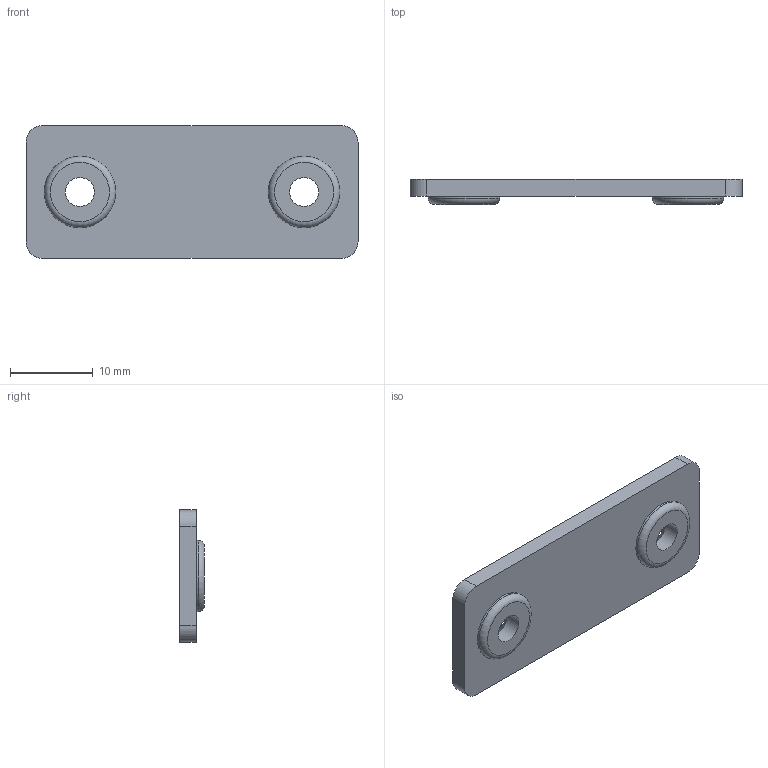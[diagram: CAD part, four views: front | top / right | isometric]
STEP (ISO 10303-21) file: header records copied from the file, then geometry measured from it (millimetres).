
FILE_DESCRIPTION(/* description */ (''),/* implementation_level */ '2;1');
FILE_NAME(/* name */ 'ZED2_Mount_to_M100_Lower_Part_Plate.step',/* time_stamp */ '2021-05-31T09:47:20+03:00',/* author */ (''),/* organization */ (''),/* preprocessor_version */ 'ST-DEVELOPER v18.1',/* originating_system */ 'Autodesk Translation Framework v10.6.0.1341',/* authorisation */ '');
FILE_SCHEMA (('AUTOMOTIVE_DESIGN { 1 0 10303 214 3 1 1 }'));
Length unit declared in the file: millimetre
Products named in the file (1): FusionComponent
Bounding box: 40 x 3 x 16 mm (x, y, z)
Volume: 1312.2 mm3; surface area: 1543.6 mm2
Topology: 1 solids, 1 shells, 20 faces, 46 edges, 30 vertices
Faces by surface type: cylinder 8, plane 8, cone 2, torus 2
Full cylindrical faces by diameter (mm): 3.5 x2, 8.6 x2
Entity records: 626 total; most frequent: DIRECTION 112, CARTESIAN_POINT 97, ORIENTED_EDGE 92, EDGE_CURVE 46, AXIS2_PLACEMENT_3D 45, VERTEX_POINT 30, EDGE_LOOP 26, CIRCLE 24
